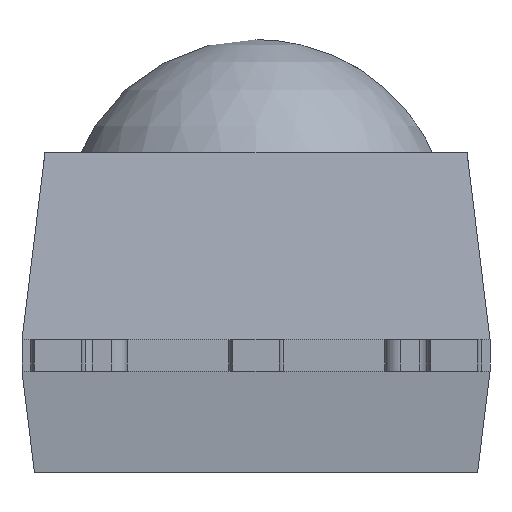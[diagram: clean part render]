
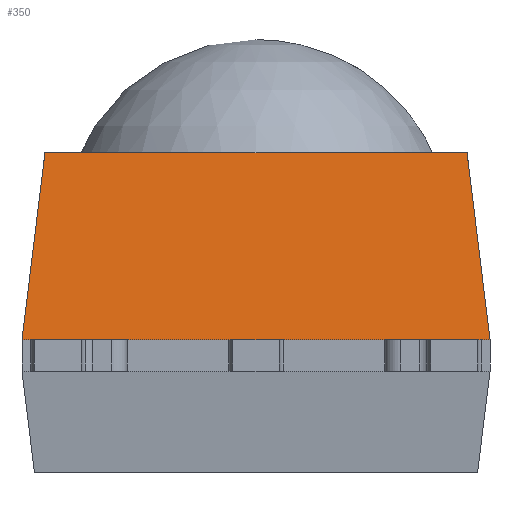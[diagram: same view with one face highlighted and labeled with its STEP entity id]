
A CAD part, front view. The second image highlights one B-rep face of the part: STEP entity #350.
In plain terms, the highlighted planar face has unit normal (0, -0.993, 0.122).
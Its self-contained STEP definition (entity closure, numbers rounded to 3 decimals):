
#152=CARTESIAN_POINT('',(-2.705,-3.955,4.1));
#153=VERTEX_POINT('',#152);
#160=CARTESIAN_POINT('',(2.705,-3.955,4.1));
#161=VERTEX_POINT('',#160);
#162=CARTESIAN_POINT('',(2.705,-3.955,4.1));
#163=DIRECTION('',(-1.0,0.0,0.0));
#164=VECTOR('',#163,5.411);
#165=LINE('',#162,#164);
#166=EDGE_CURVE('',#161,#153,#165,.T.);
#257=CARTESIAN_POINT('',(-3.0,-4.25,1.7));
#258=VERTEX_POINT('',#257);
#265=CARTESIAN_POINT('',(-3.,-4.25,1.7));
#266=DIRECTION('',(0.121,0.121,0.985));
#267=VECTOR('',#266,2.436);
#268=LINE('',#265,#267);
#269=EDGE_CURVE('',#258,#153,#268,.T.);
#286=CARTESIAN_POINT('',(3.0,-4.25,1.7));
#287=VERTEX_POINT('',#286);
#288=CARTESIAN_POINT('',(2.705,-3.955,4.1));
#289=DIRECTION('',(0.121,-0.121,-0.985));
#290=VECTOR('',#289,2.436);
#291=LINE('',#288,#290);
#292=EDGE_CURVE('',#161,#287,#291,.T.);
#334=CARTESIAN_POINT('',(-1.5,-4.115,2.8));
#335=DIRECTION('',(0.,-0.993,0.122));
#336=DIRECTION('',(0.0,-0.122,-0.993));
#337=AXIS2_PLACEMENT_3D('',#334,#335,#336);
#338=PLANE('',#337);
#339=ORIENTED_EDGE('',*,*,#269,.F.);
#340=CARTESIAN_POINT('',(-3.0,-4.25,1.7));
#341=DIRECTION('',(1.0,0.0,0.0));
#342=VECTOR('',#341,6.);
#343=LINE('',#340,#342);
#344=EDGE_CURVE('',#258,#287,#343,.T.);
#345=ORIENTED_EDGE('',*,*,#344,.T.);
#346=ORIENTED_EDGE('',*,*,#292,.F.);
#347=ORIENTED_EDGE('',*,*,#166,.T.);
#348=EDGE_LOOP('',(#339,#345,#346,#347));
#349=FACE_OUTER_BOUND('',#348,.T.);
#350=ADVANCED_FACE('',(#349),#338,.T.);
